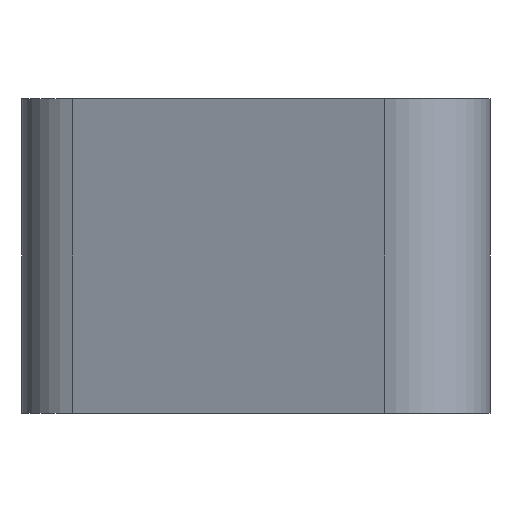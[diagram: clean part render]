
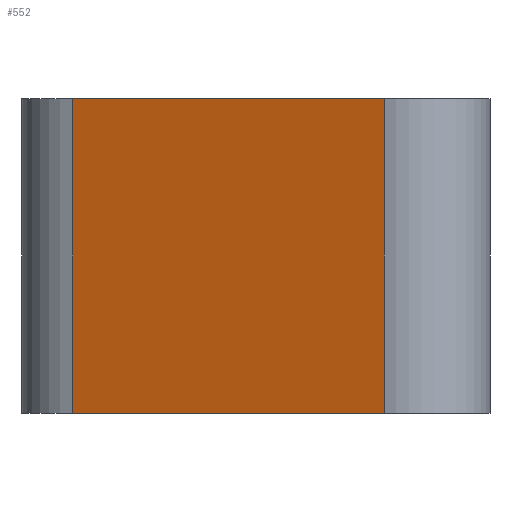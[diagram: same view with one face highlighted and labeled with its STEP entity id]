
A CAD part, left-side view. The second image highlights one B-rep face of the part: STEP entity #552.
In plain terms, the highlighted planar face has unit normal (-0.936, 0.353, 0).
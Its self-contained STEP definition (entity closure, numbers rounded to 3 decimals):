
#13 = VERTEX_POINT ( 'NONE', #595 ) ;
#21 = EDGE_CURVE ( 'NONE', #368, #438, #427, .T. ) ;
#75 = LINE ( 'NONE', #324, #118 ) ;
#97 = CARTESIAN_POINT ( 'NONE',  ( -1.338, -0.416, 0. ) ) ;
#114 = DIRECTION ( 'NONE',  ( -0.353, -0.936, 0. ) ) ;
#115 = EDGE_CURVE ( 'NONE', #368, #13, #75, .T. ) ;
#118 = VECTOR ( 'NONE', #754, 1000. ) ;
#154 = VECTOR ( 'NONE', #644, 1000. ) ;
#264 = LINE ( 'NONE', #582, #154 ) ;
#277 = DIRECTION ( 'NONE',  ( -0.936, 0.353, 0. ) ) ;
#324 = CARTESIAN_POINT ( 'NONE',  ( -0.956, 0.596, -1.02 ) ) ;
#368 = VERTEX_POINT ( 'NONE', #794 ) ;
#376 = CARTESIAN_POINT ( 'NONE',  ( -0.956, 0.596, -1.02 ) ) ;
#382 = CARTESIAN_POINT ( 'NONE',  ( -1.338, -0.416, -1.02 ) ) ;
#393 = LINE ( 'NONE', #711, #520 ) ;
#406 = AXIS2_PLACEMENT_3D ( 'NONE', #517, #277, #452 ) ;
#427 = LINE ( 'NONE', #376, #657 ) ;
#436 = ORIENTED_EDGE ( 'NONE', *, *, #21, .T. ) ;
#438 = VERTEX_POINT ( 'NONE', #382 ) ;
#452 = DIRECTION ( 'NONE',  ( -0.353, -0.936, 0. ) ) ;
#513 = FACE_OUTER_BOUND ( 'NONE', #792, .T. ) ;
#517 = CARTESIAN_POINT ( 'NONE',  ( -0.956, 0.596, -1.02 ) ) ;
#520 = VECTOR ( 'NONE', #660, 1000. ) ;
#547 = ORIENTED_EDGE ( 'NONE', *, *, #592, .F. ) ;
#552 = ADVANCED_FACE ( 'NONE', ( #513 ), #769, .T. ) ;
#582 = CARTESIAN_POINT ( 'NONE',  ( -0.956, 0.596, 0. ) ) ;
#592 = EDGE_CURVE ( 'NONE', #13, #665, #264, .T. ) ;
#595 = CARTESIAN_POINT ( 'NONE',  ( -0.956, 0.596, 0. ) ) ;
#627 = ORIENTED_EDGE ( 'NONE', *, *, #645, .T. ) ;
#644 = DIRECTION ( 'NONE',  ( -0.353, -0.936, 0. ) ) ;
#645 = EDGE_CURVE ( 'NONE', #438, #665, #393, .T. ) ;
#657 = VECTOR ( 'NONE', #114, 1000. ) ;
#660 = DIRECTION ( 'NONE',  ( 0., 0., 1. ) ) ;
#665 = VERTEX_POINT ( 'NONE', #97 ) ;
#711 = CARTESIAN_POINT ( 'NONE',  ( -1.338, -0.416, -1.02 ) ) ;
#754 = DIRECTION ( 'NONE',  ( 0., 0., 1. ) ) ;
#769 = PLANE ( 'NONE',  #406 ) ;
#787 = ORIENTED_EDGE ( 'NONE', *, *, #115, .F. ) ;
#792 = EDGE_LOOP ( 'NONE', ( #547, #787, #436, #627 ) ) ;
#794 = CARTESIAN_POINT ( 'NONE',  ( -0.956, 0.596, -1.02 ) ) ;
